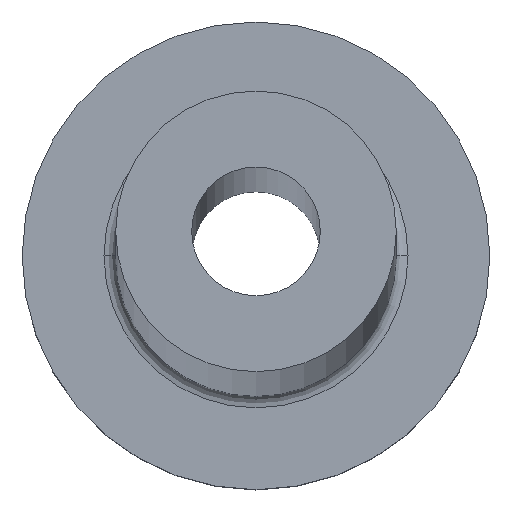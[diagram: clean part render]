
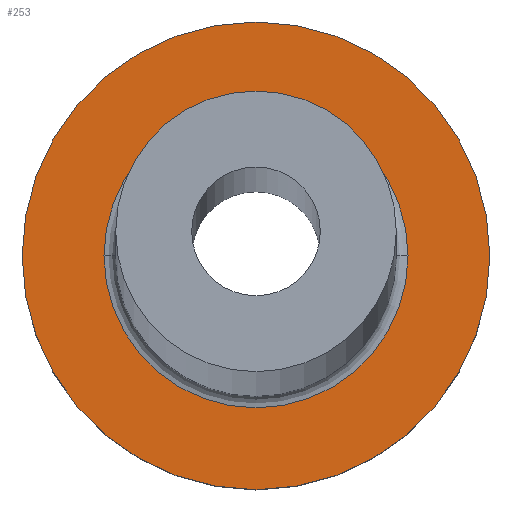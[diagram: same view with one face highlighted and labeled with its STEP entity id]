
A CAD part, top view. The second image highlights one B-rep face of the part: STEP entity #253.
In plain terms, the highlighted planar face has unit normal (0, 0, 1).
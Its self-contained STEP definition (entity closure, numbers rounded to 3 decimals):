
#17 = DIRECTION ( 'NONE',  ( 1., 0., 0. ) ) ;
#46 = DIRECTION ( 'NONE',  ( 0., 0., -1. ) ) ;
#51 = FACE_BOUND ( 'NONE', #360, .T. ) ;
#59 = AXIS2_PLACEMENT_3D ( 'NONE', #333, #76, #192 ) ;
#68 = AXIS2_PLACEMENT_3D ( 'NONE', #171, #173, #285 ) ;
#70 = VERTEX_POINT ( 'NONE', #331 ) ;
#76 = DIRECTION ( 'NONE',  ( 0., 0., -1. ) ) ;
#78 = CIRCLE ( 'NONE', #68, 10. ) ;
#79 = CARTESIAN_POINT ( 'NONE',  ( 10., 0., 7. ) ) ;
#90 = PLANE ( 'NONE',  #271 ) ;
#96 = AXIS2_PLACEMENT_3D ( 'NONE', #340, #368, #227 ) ;
#99 = ORIENTED_EDGE ( 'NONE', *, *, #102, .T. ) ;
#102 = EDGE_CURVE ( 'NONE', #221, #218, #78, .T. ) ;
#114 = EDGE_CURVE ( 'NONE', #218, #221, #313, .T. ) ;
#116 = CIRCLE ( 'NONE', #374, 6.5 ) ;
#148 = DIRECTION ( 'NONE',  ( 0., 0., 1. ) ) ;
#159 = EDGE_LOOP ( 'NONE', ( #295, #99 ) ) ;
#171 = CARTESIAN_POINT ( 'NONE',  ( 0., 0., 7. ) ) ;
#172 = EDGE_CURVE ( 'NONE', #270, #70, #381, .T. ) ;
#173 = DIRECTION ( 'NONE',  ( 0., 0., 1. ) ) ;
#192 = DIRECTION ( 'NONE',  ( 1., 0., 0. ) ) ;
#200 = CARTESIAN_POINT ( 'NONE',  ( 0., 0., 7. ) ) ;
#205 = DIRECTION ( 'NONE',  ( 1., 0., 0. ) ) ;
#208 = ORIENTED_EDGE ( 'NONE', *, *, #239, .T. ) ;
#218 = VERTEX_POINT ( 'NONE', #282 ) ;
#221 = VERTEX_POINT ( 'NONE', #79 ) ;
#227 = DIRECTION ( 'NONE',  ( 1., 0., 0. ) ) ;
#237 = ORIENTED_EDGE ( 'NONE', *, *, #172, .T. ) ;
#239 = EDGE_CURVE ( 'NONE', #70, #270, #116, .T. ) ;
#253 = ADVANCED_FACE ( 'NONE', ( #51, #286 ), #90, .T. ) ;
#258 = CARTESIAN_POINT ( 'NONE',  ( 0., 0., 7. ) ) ;
#270 = VERTEX_POINT ( 'NONE', #346 ) ;
#271 = AXIS2_PLACEMENT_3D ( 'NONE', #258, #148, #205 ) ;
#282 = CARTESIAN_POINT ( 'NONE',  ( -10., 0., 7. ) ) ;
#285 = DIRECTION ( 'NONE',  ( 1., 0., 0. ) ) ;
#286 = FACE_OUTER_BOUND ( 'NONE', #159, .T. ) ;
#295 = ORIENTED_EDGE ( 'NONE', *, *, #114, .T. ) ;
#313 = CIRCLE ( 'NONE', #96, 10. ) ;
#331 = CARTESIAN_POINT ( 'NONE',  ( 6.5, 0., 7. ) ) ;
#333 = CARTESIAN_POINT ( 'NONE',  ( 0., 0., 7. ) ) ;
#340 = CARTESIAN_POINT ( 'NONE',  ( 0., 0., 7. ) ) ;
#346 = CARTESIAN_POINT ( 'NONE',  ( -6.5, 0., 7. ) ) ;
#360 = EDGE_LOOP ( 'NONE', ( #208, #237 ) ) ;
#368 = DIRECTION ( 'NONE',  ( 0., 0., 1. ) ) ;
#374 = AXIS2_PLACEMENT_3D ( 'NONE', #200, #46, #17 ) ;
#381 = CIRCLE ( 'NONE', #59, 6.5 ) ;
